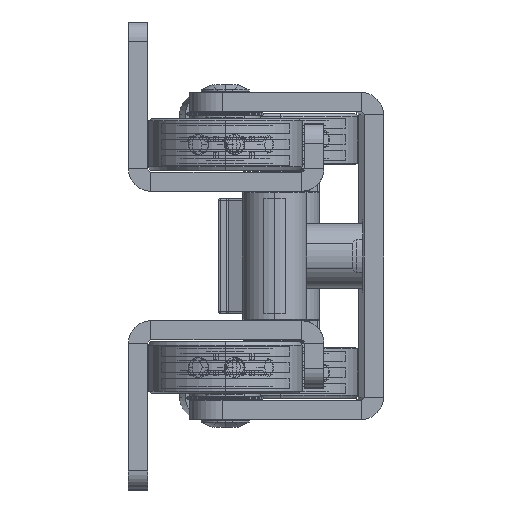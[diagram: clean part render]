
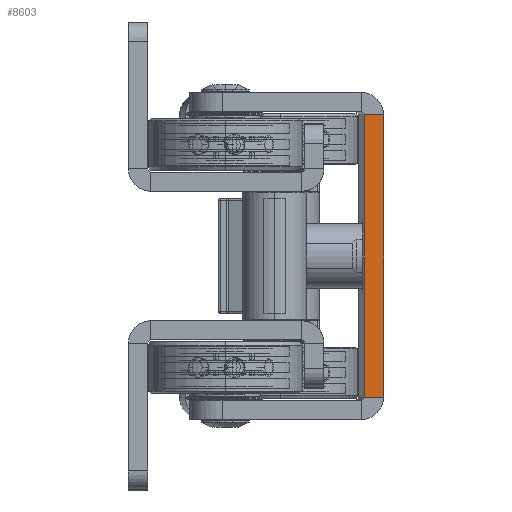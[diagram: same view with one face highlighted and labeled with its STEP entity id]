
A CAD part, left-side view. The second image highlights one B-rep face of the part: STEP entity #8603.
In plain terms, the highlighted face is planar.
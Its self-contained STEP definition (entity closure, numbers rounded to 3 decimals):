
#1094 = CARTESIAN_POINT ( 'NONE',  ( 995., 0., 58. ) ) ;
#3868 = VECTOR ( 'NONE', #10068, 1000. ) ;
#4349 = VERTEX_POINT ( 'NONE', #14000 ) ;
#4715 = LINE ( 'NONE', #17872, #3868 ) ;
#5146 = AXIS2_PLACEMENT_3D ( 'NONE', #22479, #7410, #14918 ) ;
#5822 = ORIENTED_EDGE ( 'NONE', *, *, #21279, .F. ) ;
#6396 = CARTESIAN_POINT ( 'NONE',  ( 995., -3., -22. ) ) ;
#6997 = EDGE_CURVE ( 'NONE', #18149, #8780, #4715, .T. ) ;
#7182 = VERTEX_POINT ( 'NONE', #22413 ) ;
#7410 = DIRECTION ( 'NONE',  ( 1., 0., 0. ) ) ;
#7667 = LINE ( 'NONE', #11625, #24406 ) ;
#8127 = VECTOR ( 'NONE', #8283, 1000. ) ;
#8283 = DIRECTION ( 'NONE',  ( 0., -1., 0. ) ) ;
#8435 = LINE ( 'NONE', #1094, #18758 ) ;
#8555 = ORIENTED_EDGE ( 'NONE', *, *, #12958, .F. ) ;
#8603 = ADVANCED_FACE ( 'NONE', ( #9260 ), #16780, .T. ) ;
#8780 = VERTEX_POINT ( 'NONE', #6396 ) ;
#9260 = FACE_OUTER_BOUND ( 'NONE', #16556, .T. ) ;
#9901 = ORIENTED_EDGE ( 'NONE', *, *, #6997, .T. ) ;
#10068 = DIRECTION ( 'NONE',  ( 0., 0., -1. ) ) ;
#11625 = CARTESIAN_POINT ( 'NONE',  ( 995., -3., 22. ) ) ;
#11988 = CARTESIAN_POINT ( 'NONE',  ( 995., -3., 22. ) ) ;
#12958 = EDGE_CURVE ( 'NONE', #4349, #8780, #17917, .T. ) ;
#13211 = ORIENTED_EDGE ( 'NONE', *, *, #18236, .F. ) ;
#14000 = CARTESIAN_POINT ( 'NONE',  ( 995., 0., -22. ) ) ;
#14918 = DIRECTION ( 'NONE',  ( 0., 0., -1. ) ) ;
#16556 = EDGE_LOOP ( 'NONE', ( #8555, #5822, #13211, #9901 ) ) ;
#16780 = PLANE ( 'NONE',  #5146 ) ;
#17872 = CARTESIAN_POINT ( 'NONE',  ( 995., -3., 58. ) ) ;
#17917 = LINE ( 'NONE', #21741, #8127 ) ;
#18149 = VERTEX_POINT ( 'NONE', #11988 ) ;
#18236 = EDGE_CURVE ( 'NONE', #18149, #7182, #7667, .T. ) ;
#18758 = VECTOR ( 'NONE', #21637, 1000. ) ;
#21279 = EDGE_CURVE ( 'NONE', #7182, #4349, #8435, .T. ) ;
#21637 = DIRECTION ( 'NONE',  ( 0., 0., -1. ) ) ;
#21741 = CARTESIAN_POINT ( 'NONE',  ( 995., -3., -22. ) ) ;
#22413 = CARTESIAN_POINT ( 'NONE',  ( 995., 0., 22. ) ) ;
#22479 = CARTESIAN_POINT ( 'NONE',  ( 995., -3., 58. ) ) ;
#23249 = DIRECTION ( 'NONE',  ( 0., 1., 0. ) ) ;
#24406 = VECTOR ( 'NONE', #23249, 1000. ) ;
